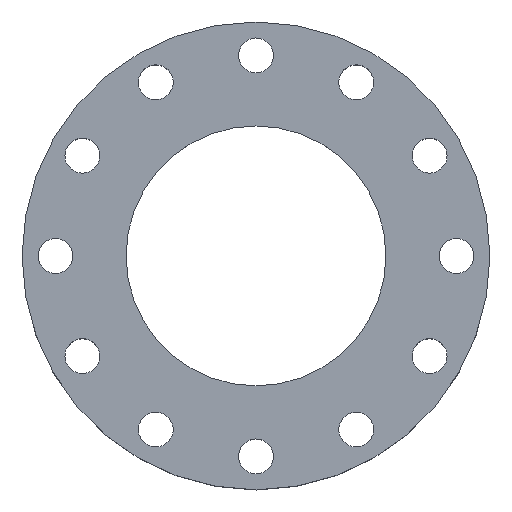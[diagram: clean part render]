
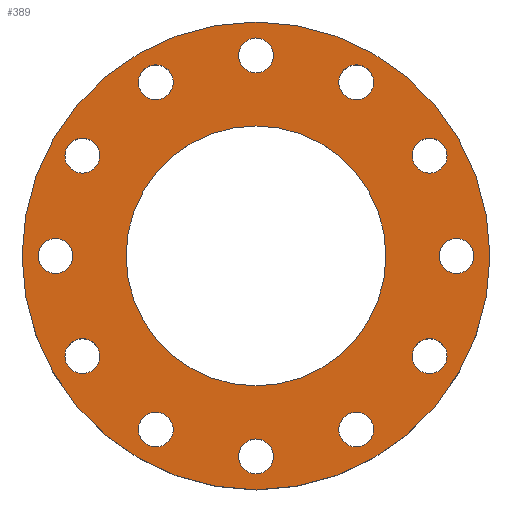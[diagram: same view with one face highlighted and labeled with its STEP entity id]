
A CAD part, top view. The second image highlights one B-rep face of the part: STEP entity #389.
In plain terms, the highlighted planar face has unit normal (0, 0, 1).
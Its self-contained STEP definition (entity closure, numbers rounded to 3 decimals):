
#29=FACE_BOUND('',#100,.T.);
#30=FACE_BOUND('',#101,.T.);
#31=FACE_BOUND('',#102,.T.);
#32=FACE_BOUND('',#103,.T.);
#33=FACE_BOUND('',#104,.T.);
#34=FACE_BOUND('',#105,.T.);
#35=FACE_BOUND('',#106,.T.);
#36=FACE_BOUND('',#107,.T.);
#37=FACE_BOUND('',#108,.T.);
#38=FACE_BOUND('',#109,.T.);
#39=FACE_BOUND('',#110,.T.);
#40=FACE_BOUND('',#111,.T.);
#41=FACE_BOUND('',#112,.T.);
#45=PLANE('',#455);
#65=FACE_OUTER_BOUND('',#99,.T.);
#99=EDGE_LOOP('',(#339));
#100=EDGE_LOOP('',(#340));
#101=EDGE_LOOP('',(#341));
#102=EDGE_LOOP('',(#342));
#103=EDGE_LOOP('',(#343));
#104=EDGE_LOOP('',(#344));
#105=EDGE_LOOP('',(#345));
#106=EDGE_LOOP('',(#346));
#107=EDGE_LOOP('',(#347));
#108=EDGE_LOOP('',(#348));
#109=EDGE_LOOP('',(#349));
#110=EDGE_LOOP('',(#350));
#111=EDGE_LOOP('',(#351));
#112=EDGE_LOOP('',(#352));
#165=CIRCLE('',#428,2.35);
#166=CIRCLE('',#430,2.35);
#167=CIRCLE('',#432,2.35);
#168=CIRCLE('',#434,2.35);
#169=CIRCLE('',#436,2.35);
#170=CIRCLE('',#438,2.35);
#171=CIRCLE('',#440,17.5);
#172=CIRCLE('',#442,2.35);
#173=CIRCLE('',#444,2.35);
#174=CIRCLE('',#446,2.35);
#175=CIRCLE('',#448,2.35);
#176=CIRCLE('',#450,2.35);
#177=CIRCLE('',#452,2.35);
#178=CIRCLE('',#454,31.5);
#197=VERTEX_POINT('',#623);
#198=VERTEX_POINT('',#627);
#199=VERTEX_POINT('',#631);
#200=VERTEX_POINT('',#635);
#201=VERTEX_POINT('',#639);
#202=VERTEX_POINT('',#643);
#203=VERTEX_POINT('',#647);
#204=VERTEX_POINT('',#651);
#205=VERTEX_POINT('',#655);
#206=VERTEX_POINT('',#659);
#207=VERTEX_POINT('',#663);
#208=VERTEX_POINT('',#667);
#209=VERTEX_POINT('',#671);
#210=VERTEX_POINT('',#675);
#231=EDGE_CURVE('',#197,#197,#165,.T.);
#233=EDGE_CURVE('',#198,#198,#166,.T.);
#235=EDGE_CURVE('',#199,#199,#167,.T.);
#237=EDGE_CURVE('',#200,#200,#168,.T.);
#239=EDGE_CURVE('',#201,#201,#169,.T.);
#241=EDGE_CURVE('',#202,#202,#170,.T.);
#243=EDGE_CURVE('',#203,#203,#171,.T.);
#245=EDGE_CURVE('',#204,#204,#172,.T.);
#247=EDGE_CURVE('',#205,#205,#173,.T.);
#249=EDGE_CURVE('',#206,#206,#174,.T.);
#251=EDGE_CURVE('',#207,#207,#175,.T.);
#253=EDGE_CURVE('',#208,#208,#176,.T.);
#255=EDGE_CURVE('',#209,#209,#177,.T.);
#257=EDGE_CURVE('',#210,#210,#178,.T.);
#339=ORIENTED_EDGE('',*,*,#257,.T.);
#340=ORIENTED_EDGE('',*,*,#255,.T.);
#341=ORIENTED_EDGE('',*,*,#253,.T.);
#342=ORIENTED_EDGE('',*,*,#251,.T.);
#343=ORIENTED_EDGE('',*,*,#249,.T.);
#344=ORIENTED_EDGE('',*,*,#247,.T.);
#345=ORIENTED_EDGE('',*,*,#245,.T.);
#346=ORIENTED_EDGE('',*,*,#243,.T.);
#347=ORIENTED_EDGE('',*,*,#241,.T.);
#348=ORIENTED_EDGE('',*,*,#239,.T.);
#349=ORIENTED_EDGE('',*,*,#237,.T.);
#350=ORIENTED_EDGE('',*,*,#235,.T.);
#351=ORIENTED_EDGE('',*,*,#233,.T.);
#352=ORIENTED_EDGE('',*,*,#231,.T.);
#389=ADVANCED_FACE('',(#65,#29,#30,#31,#32,#33,#34,#35,#36,#37,#38,#39,
#40,#41),#45,.T.);
#428=AXIS2_PLACEMENT_3D('',#624,#507,#508);
#430=AXIS2_PLACEMENT_3D('',#628,#512,#513);
#432=AXIS2_PLACEMENT_3D('',#632,#517,#518);
#434=AXIS2_PLACEMENT_3D('',#636,#522,#523);
#436=AXIS2_PLACEMENT_3D('',#640,#527,#528);
#438=AXIS2_PLACEMENT_3D('',#644,#532,#533);
#440=AXIS2_PLACEMENT_3D('',#648,#537,#538);
#442=AXIS2_PLACEMENT_3D('',#652,#542,#543);
#444=AXIS2_PLACEMENT_3D('',#656,#547,#548);
#446=AXIS2_PLACEMENT_3D('',#660,#552,#553);
#448=AXIS2_PLACEMENT_3D('',#664,#557,#558);
#450=AXIS2_PLACEMENT_3D('',#668,#562,#563);
#452=AXIS2_PLACEMENT_3D('',#672,#567,#568);
#454=AXIS2_PLACEMENT_3D('',#676,#572,#573);
#455=AXIS2_PLACEMENT_3D('',#678,#575,#576);
#507=DIRECTION('center_axis',(0.,0.,-1.));
#508=DIRECTION('ref_axis',(0.5,-0.866,0.));
#512=DIRECTION('center_axis',(0.,0.,-1.));
#513=DIRECTION('ref_axis',(0.,-1.,0.));
#517=DIRECTION('center_axis',(0.,0.,-1.));
#518=DIRECTION('ref_axis',(-0.5,-0.866,0.));
#522=DIRECTION('center_axis',(0.,0.,-1.));
#523=DIRECTION('ref_axis',(-0.866,-0.5,0.));
#527=DIRECTION('center_axis',(0.,0.,-1.));
#528=DIRECTION('ref_axis',(-1.,0.,0.));
#532=DIRECTION('center_axis',(0.,0.,-1.));
#533=DIRECTION('ref_axis',(-0.866,0.5,0.));
#537=DIRECTION('center_axis',(0.,0.,-1.));
#538=DIRECTION('ref_axis',(1.,0.,0.));
#542=DIRECTION('center_axis',(0.,0.,-1.));
#543=DIRECTION('ref_axis',(0.866,0.5,0.));
#547=DIRECTION('center_axis',(0.,0.,-1.));
#548=DIRECTION('ref_axis',(0.5,0.866,0.));
#552=DIRECTION('center_axis',(0.,0.,-1.));
#553=DIRECTION('ref_axis',(0.866,-0.5,0.));
#557=DIRECTION('center_axis',(0.,0.,-1.));
#558=DIRECTION('ref_axis',(0.,1.,0.));
#562=DIRECTION('center_axis',(0.,0.,-1.));
#563=DIRECTION('ref_axis',(-0.5,0.866,0.));
#567=DIRECTION('center_axis',(0.,0.,-1.));
#568=DIRECTION('ref_axis',(1.,0.,0.));
#572=DIRECTION('center_axis',(0.,0.,1.));
#573=DIRECTION('ref_axis',(1.,0.,0.));
#575=DIRECTION('center_axis',(0.,0.,1.));
#576=DIRECTION('ref_axis',(1.,0.,0.));
#623=CARTESIAN_POINT('',(22.208,15.535,9.));
#624=CARTESIAN_POINT('Origin',(23.383,13.5,9.));
#627=CARTESIAN_POINT('',(27.,2.35,9.));
#628=CARTESIAN_POINT('Origin',(27.,0.,9.));
#631=CARTESIAN_POINT('',(24.558,-11.465,9.));
#632=CARTESIAN_POINT('Origin',(23.383,-13.5,9.));
#635=CARTESIAN_POINT('',(15.535,-22.208,9.));
#636=CARTESIAN_POINT('Origin',(13.5,-23.383,9.));
#639=CARTESIAN_POINT('',(2.35,-27.,9.));
#640=CARTESIAN_POINT('Origin',(0.,-27.,9.));
#643=CARTESIAN_POINT('',(-11.465,-24.558,9.));
#644=CARTESIAN_POINT('Origin',(-13.5,-23.383,9.));
#647=CARTESIAN_POINT('',(-17.5,0.,9.));
#648=CARTESIAN_POINT('Origin',(0.,0.,9.));
#651=CARTESIAN_POINT('',(-15.535,22.208,9.));
#652=CARTESIAN_POINT('Origin',(-13.5,23.383,9.));
#655=CARTESIAN_POINT('',(-24.558,11.465,9.));
#656=CARTESIAN_POINT('Origin',(-23.383,13.5,9.));
#659=CARTESIAN_POINT('',(11.465,24.558,9.));
#660=CARTESIAN_POINT('Origin',(13.5,23.383,9.));
#663=CARTESIAN_POINT('',(-27.,-2.35,9.));
#664=CARTESIAN_POINT('Origin',(-27.,0.,9.));
#667=CARTESIAN_POINT('',(-22.208,-15.535,9.));
#668=CARTESIAN_POINT('Origin',(-23.383,-13.5,9.));
#671=CARTESIAN_POINT('',(-2.35,27.,9.));
#672=CARTESIAN_POINT('Origin',(0.,27.,9.));
#675=CARTESIAN_POINT('',(-31.5,0.,9.));
#676=CARTESIAN_POINT('Origin',(0.,0.,9.));
#678=CARTESIAN_POINT('Origin',(0.,0.,9.));
